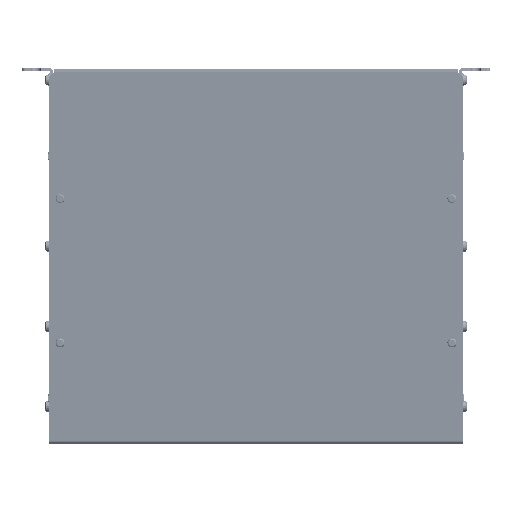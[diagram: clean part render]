
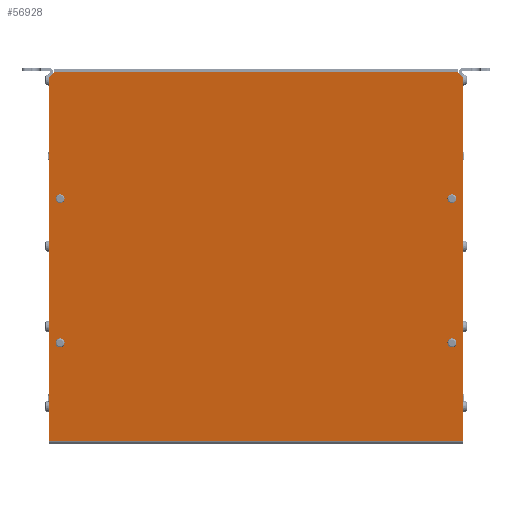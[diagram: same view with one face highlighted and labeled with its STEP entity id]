
A CAD part, left-side view. The second image highlights one B-rep face of the part: STEP entity #56928.
In plain terms, the highlighted face is planar.
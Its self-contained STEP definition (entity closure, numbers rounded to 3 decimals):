
#1893=FACE_BOUND('',#10602,.T.);
#1894=FACE_BOUND('',#10603,.T.);
#1895=FACE_BOUND('',#10604,.T.);
#1896=FACE_BOUND('',#10605,.T.);
#3874=PLANE('',#61620);
#6747=FACE_OUTER_BOUND('',#10601,.T.);
#10601=EDGE_LOOP('',(#52596,#52597,#52598,#52599,#52600,#52601));
#10602=EDGE_LOOP('',(#52602));
#10603=EDGE_LOOP('',(#52603));
#10604=EDGE_LOOP('',(#52604));
#10605=EDGE_LOOP('',(#52605));
#16512=LINE('',#94179,#22432);
#16516=LINE('',#94187,#22436);
#16519=LINE('',#94193,#22439);
#16520=LINE('',#94195,#22440);
#16521=LINE('',#94197,#22441);
#16522=LINE('',#94198,#22442);
#22432=VECTOR('',#76699,7.071);
#22436=VECTOR('',#76705,327.346);
#22439=VECTOR('',#76710,360.);
#22440=VECTOR('',#76711,7.071);
#22441=VECTOR('',#76712,327.346);
#22442=VECTOR('',#76713,370.);
#24297=CIRCLE('',#61608,2.);
#24299=CIRCLE('',#61611,2.);
#24301=CIRCLE('',#61614,2.);
#24303=CIRCLE('',#61617,2.);
#29484=VERTEX_POINT('',#94159);
#29486=VERTEX_POINT('',#94164);
#29488=VERTEX_POINT('',#94169);
#29490=VERTEX_POINT('',#94174);
#29491=VERTEX_POINT('',#94177);
#29492=VERTEX_POINT('',#94178);
#29495=VERTEX_POINT('',#94186);
#29497=VERTEX_POINT('',#94192);
#29498=VERTEX_POINT('',#94194);
#29499=VERTEX_POINT('',#94196);
#37230=EDGE_CURVE('',#29484,#29484,#24297,.T.);
#37232=EDGE_CURVE('',#29486,#29486,#24299,.T.);
#37234=EDGE_CURVE('',#29488,#29488,#24301,.T.);
#37236=EDGE_CURVE('',#29490,#29490,#24303,.T.);
#37237=EDGE_CURVE('',#29491,#29492,#16512,.T.);
#37241=EDGE_CURVE('',#29492,#29495,#16516,.T.);
#37244=EDGE_CURVE('',#29497,#29491,#16519,.T.);
#37245=EDGE_CURVE('',#29498,#29497,#16520,.T.);
#37246=EDGE_CURVE('',#29499,#29498,#16521,.T.);
#37247=EDGE_CURVE('',#29499,#29495,#16522,.T.);
#52596=ORIENTED_EDGE('',*,*,#37237,.F.);
#52597=ORIENTED_EDGE('',*,*,#37244,.F.);
#52598=ORIENTED_EDGE('',*,*,#37245,.F.);
#52599=ORIENTED_EDGE('',*,*,#37246,.F.);
#52600=ORIENTED_EDGE('',*,*,#37247,.T.);
#52601=ORIENTED_EDGE('',*,*,#37241,.F.);
#52602=ORIENTED_EDGE('',*,*,#37230,.T.);
#52603=ORIENTED_EDGE('',*,*,#37232,.T.);
#52604=ORIENTED_EDGE('',*,*,#37234,.T.);
#52605=ORIENTED_EDGE('',*,*,#37236,.T.);
#56928=ADVANCED_FACE('',(#6747,#1893,#1894,#1895,#1896),#3874,.T.);
#61608=AXIS2_PLACEMENT_3D('',#94160,#76677,#76678);
#61611=AXIS2_PLACEMENT_3D('',#94165,#76683,#76684);
#61614=AXIS2_PLACEMENT_3D('',#94170,#76689,#76690);
#61617=AXIS2_PLACEMENT_3D('',#94175,#76695,#76696);
#61620=AXIS2_PLACEMENT_3D('',#94191,#76708,#76709);
#76677=DIRECTION('center_axis',(0.,0.,-1.));
#76678=DIRECTION('ref_axis',(1.,0.,0.));
#76683=DIRECTION('center_axis',(0.,0.,-1.));
#76684=DIRECTION('ref_axis',(1.,0.,0.));
#76689=DIRECTION('center_axis',(0.,0.,-1.));
#76690=DIRECTION('ref_axis',(1.,0.,0.));
#76695=DIRECTION('center_axis',(0.,0.,-1.));
#76696=DIRECTION('ref_axis',(1.,0.,0.));
#76699=DIRECTION('',(0.707,-0.707,0.));
#76705=DIRECTION('',(0.,-1.,0.));
#76708=DIRECTION('center_axis',(0.,0.,1.));
#76709=DIRECTION('ref_axis',(1.,0.,0.));
#76710=DIRECTION('',(1.,0.,0.));
#76711=DIRECTION('',(0.707,0.707,0.));
#76712=DIRECTION('',(0.,1.,0.));
#76713=DIRECTION('',(1.,0.,0.));
#94159=CARTESIAN_POINT('',(177.,-76.5,1.5));
#94160=CARTESIAN_POINT('Origin',(175.,-76.5,1.5));
#94164=CARTESIAN_POINT('',(177.,53.5,1.5));
#94165=CARTESIAN_POINT('Origin',(175.,53.5,1.5));
#94169=CARTESIAN_POINT('',(-173.,53.5,1.5));
#94170=CARTESIAN_POINT('Origin',(-175.,53.5,1.5));
#94174=CARTESIAN_POINT('',(-173.,-76.5,1.5));
#94175=CARTESIAN_POINT('Origin',(-175.,-76.5,1.5));
#94177=CARTESIAN_POINT('',(180.,167.5,1.5));
#94178=CARTESIAN_POINT('',(185.,162.5,1.5));
#94179=CARTESIAN_POINT('',(178.125,169.375,1.5));
#94186=CARTESIAN_POINT('',(185.,-164.846,1.5));
#94187=CARTESIAN_POINT('',(185.,-167.5,1.5));
#94191=CARTESIAN_POINT('Origin',(0.,0.,
1.5));
#94192=CARTESIAN_POINT('',(-180.,167.5,1.5));
#94193=CARTESIAN_POINT('',(185.,167.5,1.5));
#94194=CARTESIAN_POINT('',(-185.,162.5,1.5));
#94195=CARTESIAN_POINT('',(-178.125,169.375,1.5));
#94196=CARTESIAN_POINT('',(-185.,-164.846,1.5));
#94197=CARTESIAN_POINT('',(-185.,167.5,1.5));
#94198=CARTESIAN_POINT('',(-92.5,-164.846,1.5));
